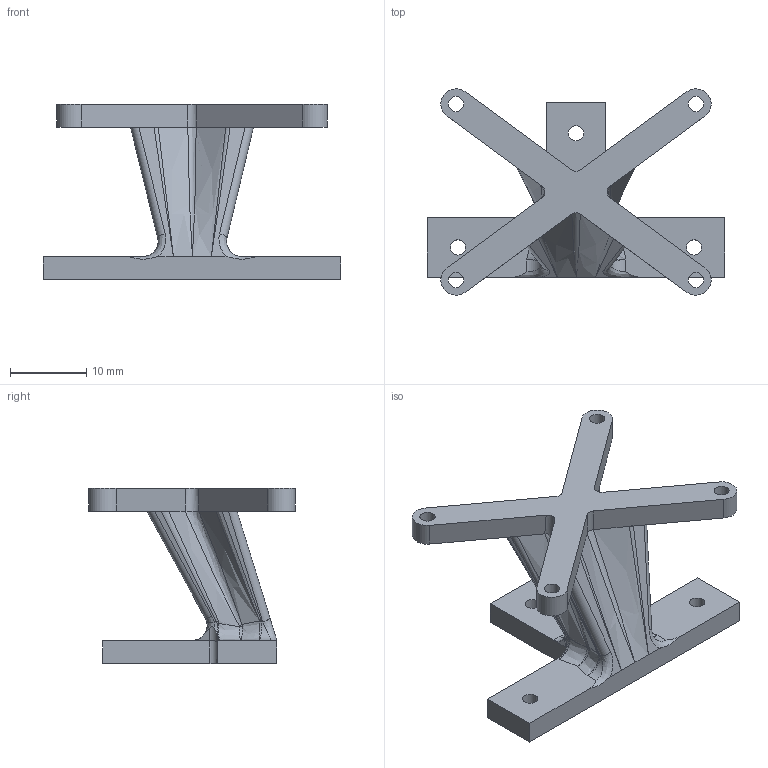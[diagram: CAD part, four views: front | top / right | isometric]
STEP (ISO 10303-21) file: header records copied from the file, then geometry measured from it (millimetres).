
FILE_DESCRIPTION(/* description */ (''),/* implementation_level */ '2;1');
FILE_NAME(/* name */ 'MiataNB_DASH_OIL_REPLACE.step',/* time_stamp */ '2026-01-05T19:15:49+02:00',/* author */ (''),/* organization */ (''),/* preprocessor_version */ 'ST-DEVELOPER v20.1',/* originating_system */ 'Autodesk Translation Framework v14.21.0.0',/* authorisation */ '');
FILE_SCHEMA (('AUTOMOTIVE_DESIGN { 1 0 10303 214 3 1 1 }'));
Length unit declared in the file: millimetre
Products named in the file (1): MiataNB_DASH_OIL_REPLACE
Bounding box: 39 x 27.09 x 23 mm (x, y, z)
Volume: 3761.5 mm3; surface area: 3052.6 mm2
Topology: 1 solids, 1 shells, 114 faces, 298 edges, 174 vertices
Faces by surface type: bspline 50, plane 35, cylinder 29
Full cylindrical faces by diameter (mm): 2 x7
Entity records: 4941 total; most frequent: CARTESIAN_POINT 2473, ORIENTED_EDGE 572, DIRECTION 382, EDGE_CURVE 286, VERTEX_POINT 174, AXIS2_PLACEMENT_3D 135, EDGE_LOOP 128, FACE_OUTER_BOUND 114
